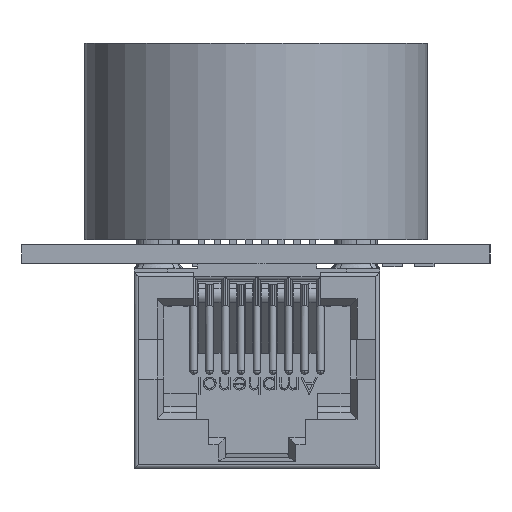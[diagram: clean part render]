
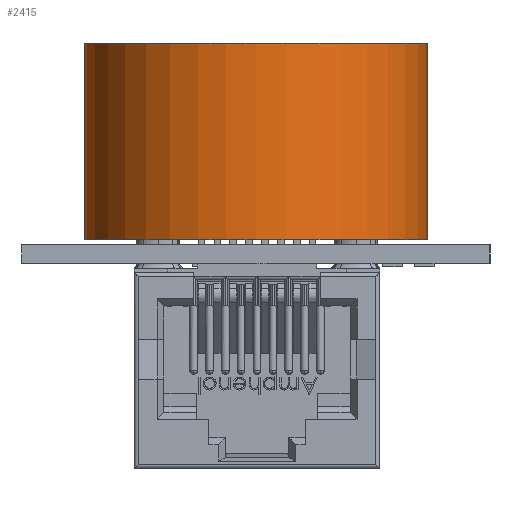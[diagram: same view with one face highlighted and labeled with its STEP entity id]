
A CAD part, left-side view. The second image highlights one B-rep face of the part: STEP entity #2415.
In plain terms, the highlighted cylindrical face has radius 11 mm (diameter 22 mm), a full revolution.
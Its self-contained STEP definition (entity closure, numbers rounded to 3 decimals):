
#2415 = ADVANCED_FACE('',(#2416),#2443,.T.);
#2416 = FACE_BOUND('',#2417,.T.);
#2417 = EDGE_LOOP('',(#2418,#2427,#2435,#2442));
#2418 = ORIENTED_EDGE('',*,*,#2419,.T.);
#2419 = EDGE_CURVE('',#2420,#2420,#2422,.T.);
#2420 = VERTEX_POINT('',#2421);
#2421 = CARTESIAN_POINT('',(11.,0.,0.));
#2422 = CIRCLE('',#2423,11.);
#2423 = AXIS2_PLACEMENT_3D('',#2424,#2425,#2426);
#2424 = CARTESIAN_POINT('',(0.,0.,0.));
#2425 = DIRECTION('',(0.,0.,1.));
#2426 = DIRECTION('',(1.,0.,0.));
#2427 = ORIENTED_EDGE('',*,*,#2428,.T.);
#2428 = EDGE_CURVE('',#2420,#2429,#2431,.T.);
#2429 = VERTEX_POINT('',#2430);
#2430 = CARTESIAN_POINT('',(11.,0.,12.6));
#2431 = LINE('',#2432,#2433);
#2432 = CARTESIAN_POINT('',(11.,0.,0.));
#2433 = VECTOR('',#2434,1.);
#2434 = DIRECTION('',(0.,0.,1.));
#2435 = ORIENTED_EDGE('',*,*,#2436,.F.);
#2436 = EDGE_CURVE('',#2429,#2429,#2437,.T.);
#2437 = CIRCLE('',#2438,11.);
#2438 = AXIS2_PLACEMENT_3D('',#2439,#2440,#2441);
#2439 = CARTESIAN_POINT('',(0.,0.,12.6));
#2440 = DIRECTION('',(0.,0.,1.));
#2441 = DIRECTION('',(1.,0.,0.));
#2442 = ORIENTED_EDGE('',*,*,#2428,.F.);
#2443 = CYLINDRICAL_SURFACE('',#2444,11.);
#2444 = AXIS2_PLACEMENT_3D('',#2445,#2446,#2447);
#2445 = CARTESIAN_POINT('',(0.,0.,0.));
#2446 = DIRECTION('',(0.,0.,-1.));
#2447 = DIRECTION('',(1.,0.,0.));
